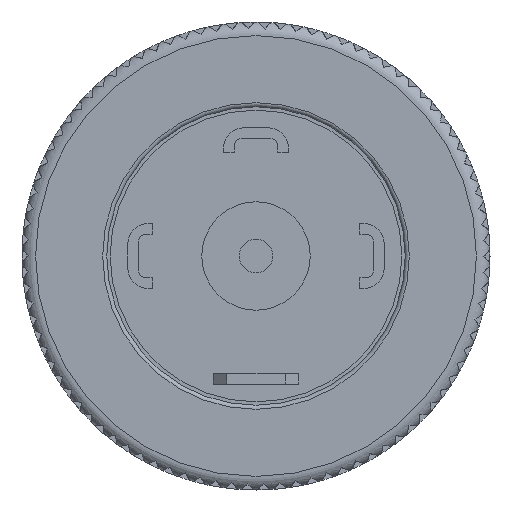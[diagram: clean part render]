
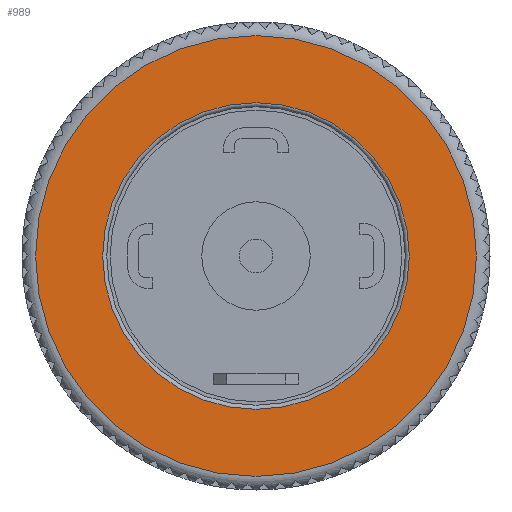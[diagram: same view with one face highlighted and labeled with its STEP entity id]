
A CAD part, front view. The second image highlights one B-rep face of the part: STEP entity #989.
In plain terms, the highlighted planar face has unit normal (0, -1, 0).
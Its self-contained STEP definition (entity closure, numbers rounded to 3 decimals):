
#989 = ADVANCED_FACE( '', ( #2064, #2065 ), #2066, .T. );
#2064 = FACE_OUTER_BOUND( '', #3197, .T. );
#2065 = FACE_BOUND( '', #3198, .T. );
#2066 = PLANE( '', #3199 );
#3197 = EDGE_LOOP( '', ( #6382 ) );
#3198 = EDGE_LOOP( '', ( #6383 ) );
#3199 = AXIS2_PLACEMENT_3D( '', #6384, #6385, #6386 );
#6382 = ORIENTED_EDGE( '', *, *, #6975, .T. );
#6383 = ORIENTED_EDGE( '', *, *, #8131, .T. );
#6384 = CARTESIAN_POINT( '', ( 0., -83.55, 0. ) );
#6385 = DIRECTION( '', ( 0., -1., 0. ) );
#6386 = DIRECTION( '', ( 1., 0., 0. ) );
#6975 = EDGE_CURVE( '', #8450, #8450, #8451, .T. );
#8131 = EDGE_CURVE( '', #10175, #10175, #10176, .T. );
#8450 = VERTEX_POINT( '', #10621 );
#8451 = CIRCLE( '', #10622, 16.25 );
#10175 = VERTEX_POINT( '', #13989 );
#10176 = CIRCLE( '', #13990, 11.3 );
#10621 = CARTESIAN_POINT( '', ( 0., -83.55, -16.25 ) );
#10622 = AXIS2_PLACEMENT_3D( '', #14246, #14247, #14248 );
#13989 = CARTESIAN_POINT( '', ( 0., -83.55, -11.3 ) );
#13990 = AXIS2_PLACEMENT_3D( '', #15365, #15366, #15367 );
#14246 = CARTESIAN_POINT( '', ( 0., -83.55, 0. ) );
#14247 = DIRECTION( '', ( 0., -1., 0. ) );
#14248 = DIRECTION( '', ( 0., 0., -1. ) );
#15365 = CARTESIAN_POINT( '', ( 0., -83.55, 0. ) );
#15366 = DIRECTION( '', ( 0., 1., 0. ) );
#15367 = DIRECTION( '', ( 0., 0., -1. ) );
